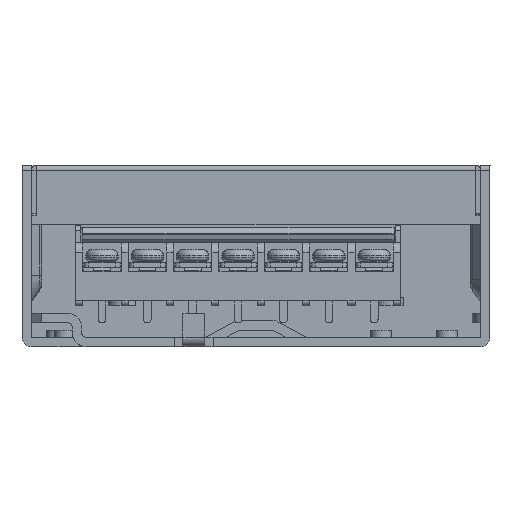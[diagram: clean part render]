
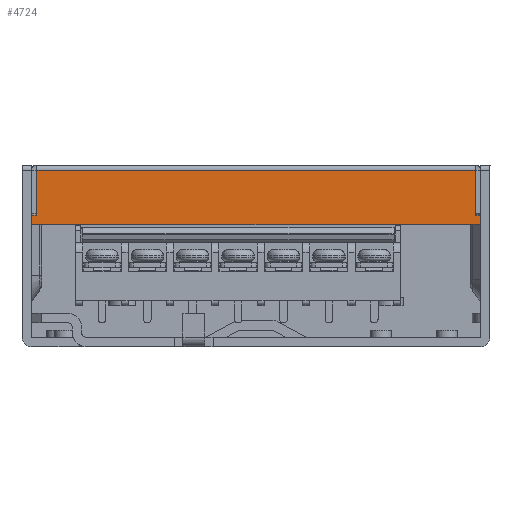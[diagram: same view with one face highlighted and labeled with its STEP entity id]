
A CAD part, left-side view. The second image highlights one B-rep face of the part: STEP entity #4724.
In plain terms, the highlighted planar face has unit normal (-1, 0, 0).
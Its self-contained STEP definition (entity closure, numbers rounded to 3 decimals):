
#2453=FACE_OUTER_BOUND('',#10212,.T.);
#4724=ADVANCED_FACE('',(#2453),#6944,.F.);
#6944=PLANE('',#50636);
#10212=EDGE_LOOP('',(#17085,#17086,#17087,#17088,#17089,#17090,#17091,#17092));
#17085=ORIENTED_EDGE('',*,*,#33649,.F.);
#17086=ORIENTED_EDGE('',*,*,#35722,.T.);
#17087=ORIENTED_EDGE('',*,*,#35720,.F.);
#17088=ORIENTED_EDGE('',*,*,#35703,.F.);
#17089=ORIENTED_EDGE('',*,*,#35707,.T.);
#17090=ORIENTED_EDGE('',*,*,#35709,.F.);
#17091=ORIENTED_EDGE('',*,*,#35713,.F.);
#17092=ORIENTED_EDGE('',*,*,#35715,.F.);
#28370=VERTEX_POINT('',#66727);
#28371=VERTEX_POINT('',#66729);
#30420=VERTEX_POINT('',#70834);
#30421=VERTEX_POINT('',#70836);
#30423=VERTEX_POINT('',#70842);
#30424=VERTEX_POINT('',#70846);
#30427=VERTEX_POINT('',#70854);
#30428=VERTEX_POINT('',#70861);
#33649=EDGE_CURVE('',#28370,#28371,#40669,.T.);
#35703=EDGE_CURVE('',#30420,#30421,#42722,.T.);
#35707=EDGE_CURVE('',#30420,#30423,#42726,.T.);
#35709=EDGE_CURVE('',#30424,#30423,#42728,.T.);
#35713=EDGE_CURVE('',#30427,#30424,#42732,.T.);
#35715=EDGE_CURVE('',#28371,#30427,#42734,.T.);
#35720=EDGE_CURVE('',#30421,#30428,#42737,.T.);
#35722=EDGE_CURVE('',#28370,#30428,#42739,.T.);
#40669=LINE('',#66728,#45658);
#42722=LINE('',#70835,#47711);
#42726=LINE('',#70843,#47715);
#42728=LINE('',#70848,#47717);
#42732=LINE('',#70855,#47721);
#42734=LINE('',#70858,#47723);
#42737=LINE('',#70866,#47726);
#42739=LINE('',#70870,#47728);
#45658=VECTOR('',#55076,1.);
#47711=VECTOR('',#57137,1.);
#47715=VECTOR('',#57143,1.);
#47717=VECTOR('',#57147,1.);
#47721=VECTOR('',#57153,1.);
#47723=VECTOR('',#57157,1.);
#47726=VECTOR('',#57166,1.);
#47728=VECTOR('',#57172,1.);
#50636=AXIS2_PLACEMENT_3D('',#70927,#57267,#57268);
#55076=DIRECTION('',(0.,0.,-1.));
#57137=DIRECTION('',(0.,-1.,0.));
#57143=DIRECTION('',(0.,0.,-1.));
#57147=DIRECTION('',(0.,1.,0.));
#57153=DIRECTION('',(0.,0.,-1.));
#57157=DIRECTION('',(0.,-1.,0.));
#57166=DIRECTION('',(0.,0.,1.));
#57172=DIRECTION('',(0.,1.,0.));
#57267=DIRECTION('',(1.,0.,0.));
#57268=DIRECTION('',(0.,1.,0.));
#66727=CARTESIAN_POINT('',(-68.,-45.966,36.998));
#66728=CARTESIAN_POINT('',(-68.,-45.966,38.));
#66729=CARTESIAN_POINT('',(-68.,-45.966,27.5));
#70834=CARTESIAN_POINT('',(-68.,47.032,27.5));
#70835=CARTESIAN_POINT('',(-68.,47.032,27.5));
#70836=CARTESIAN_POINT('',(-68.,46.03,27.5));
#70842=CARTESIAN_POINT('',(-68.,47.032,25.5));
#70843=CARTESIAN_POINT('',(-68.,47.032,36.998));
#70846=CARTESIAN_POINT('',(-68.,-46.968,25.5));
#70848=CARTESIAN_POINT('',(-68.,-46.968,25.5));
#70854=CARTESIAN_POINT('',(-68.,-46.968,27.5));
#70855=CARTESIAN_POINT('',(-68.,-46.968,36.998));
#70858=CARTESIAN_POINT('',(-68.,-45.968,27.5));
#70861=CARTESIAN_POINT('',(-68.,46.03,36.998));
#70866=CARTESIAN_POINT('',(-68.,46.03,27.5));
#70870=CARTESIAN_POINT('',(-68.,-46.968,36.998));
#70927=CARTESIAN_POINT('',(-68.,-46.968,36.998));
